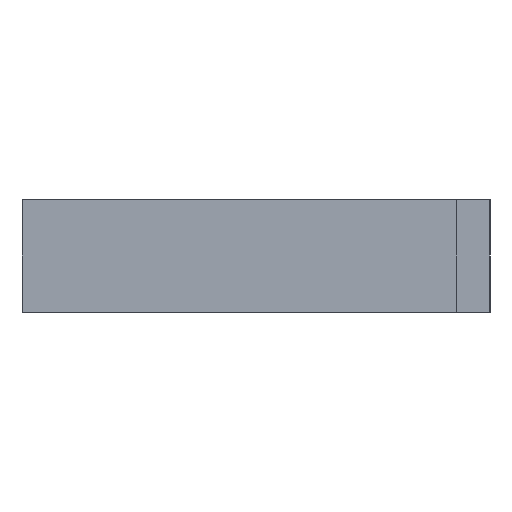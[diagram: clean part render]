
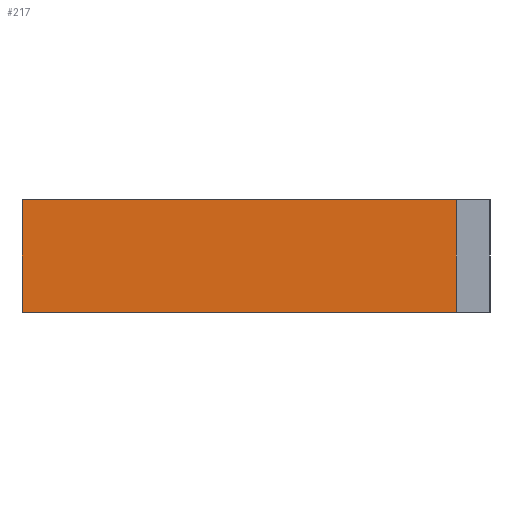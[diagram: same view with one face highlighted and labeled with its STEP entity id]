
A CAD part, left-side view. The second image highlights one B-rep face of the part: STEP entity #217.
In plain terms, the highlighted planar face has unit normal (-1, 0, 0).
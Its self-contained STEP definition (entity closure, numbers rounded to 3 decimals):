
#16 = VECTOR ( 'NONE', #642, 1000. ) ;
#52 = LINE ( 'NONE', #597, #16 ) ;
#112 = FACE_OUTER_BOUND ( 'NONE', #379, .T. ) ;
#113 = VERTEX_POINT ( 'NONE', #447 ) ;
#134 = VERTEX_POINT ( 'NONE', #438 ) ;
#152 = DIRECTION ( 'NONE',  ( 0., 1., 0. ) ) ;
#158 = AXIS2_PLACEMENT_3D ( 'NONE', #609, #623, #152 ) ;
#160 = CARTESIAN_POINT ( 'NONE',  ( -40., 41.5, -5. ) ) ;
#167 = DIRECTION ( 'NONE',  ( 0., -1., 0. ) ) ;
#169 = VECTOR ( 'NONE', #167, 1000. ) ;
#175 = VERTEX_POINT ( 'NONE', #160 ) ;
#197 = DIRECTION ( 'NONE',  ( 0., -1., 0. ) ) ;
#216 = ORIENTED_EDGE ( 'NONE', *, *, #238, .T. ) ;
#217 = ADVANCED_FACE ( 'NONE', ( #112 ), #257, .F. ) ;
#232 = CARTESIAN_POINT ( 'NONE',  ( -40., 3., 5. ) ) ;
#238 = EDGE_CURVE ( 'NONE', #175, #134, #571, .T. ) ;
#257 = PLANE ( 'NONE',  #158 ) ;
#338 = VECTOR ( 'NONE', #197, 1000. ) ;
#353 = CARTESIAN_POINT ( 'NONE',  ( -40., 3., -5. ) ) ;
#374 = DIRECTION ( 'NONE',  ( 0., 0., -1. ) ) ;
#376 = EDGE_CURVE ( 'NONE', #506, #175, #629, .T. ) ;
#379 = EDGE_LOOP ( 'NONE', ( #216, #431, #455, #621 ) ) ;
#397 = CARTESIAN_POINT ( 'NONE',  ( -40., 41.5, 5. ) ) ;
#399 = VECTOR ( 'NONE', #374, 1000. ) ;
#431 = ORIENTED_EDGE ( 'NONE', *, *, #452, .F. ) ;
#438 = CARTESIAN_POINT ( 'NONE',  ( -40., 3., -5. ) ) ;
#447 = CARTESIAN_POINT ( 'NONE',  ( -40., 3., 5. ) ) ;
#452 = EDGE_CURVE ( 'NONE', #113, #134, #52, .T. ) ;
#455 = ORIENTED_EDGE ( 'NONE', *, *, #505, .F. ) ;
#486 = CARTESIAN_POINT ( 'NONE',  ( -40., 41.5, 5. ) ) ;
#505 = EDGE_CURVE ( 'NONE', #506, #113, #548, .T. ) ;
#506 = VERTEX_POINT ( 'NONE', #397 ) ;
#548 = LINE ( 'NONE', #232, #338 ) ;
#571 = LINE ( 'NONE', #353, #169 ) ;
#597 = CARTESIAN_POINT ( 'NONE',  ( -40., 3., 5. ) ) ;
#609 = CARTESIAN_POINT ( 'NONE',  ( -40., 3., 5. ) ) ;
#621 = ORIENTED_EDGE ( 'NONE', *, *, #376, .T. ) ;
#623 = DIRECTION ( 'NONE',  ( 1., 0., 0. ) ) ;
#629 = LINE ( 'NONE', #486, #399 ) ;
#642 = DIRECTION ( 'NONE',  ( 0., 0., -1. ) ) ;
